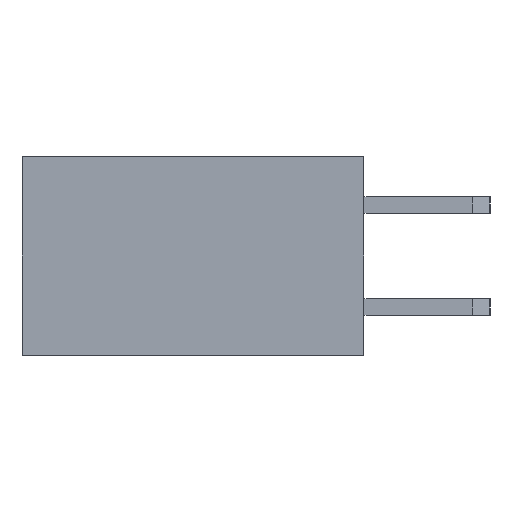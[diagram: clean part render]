
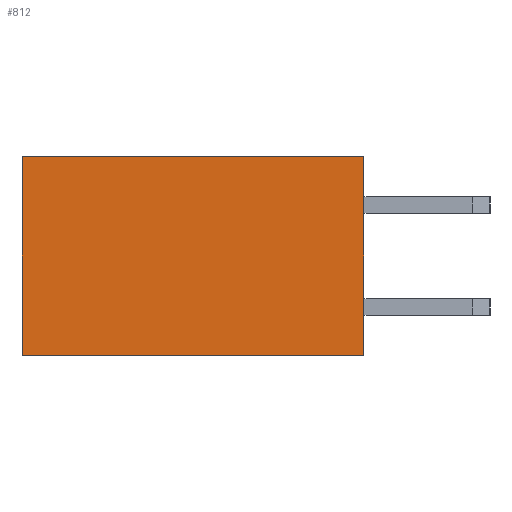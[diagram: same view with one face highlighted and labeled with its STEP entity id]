
A CAD part, left-side view. The second image highlights one B-rep face of the part: STEP entity #812.
In plain terms, the highlighted planar face has unit normal (-1, 0, 0).
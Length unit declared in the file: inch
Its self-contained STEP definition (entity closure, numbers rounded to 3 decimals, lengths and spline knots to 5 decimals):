
#812 = ADVANCED_FACE( '', ( #2065 ), #2066, .F. );
#2065 = FACE_OUTER_BOUND( '', #3795, .T. );
#2066 = PLANE( '', #3796 );
#3795 = EDGE_LOOP( '', ( #6210, #6211, #6212, #6213 ) );
#3796 = AXIS2_PLACEMENT_3D( '', #6214, #6215, #6216 );
#6210 = ORIENTED_EDGE( '', *, *, #10867, .T. );
#6211 = ORIENTED_EDGE( '', *, *, #10868, .F. );
#6212 = ORIENTED_EDGE( '', *, *, #10852, .F. );
#6213 = ORIENTED_EDGE( '', *, *, #10869, .T. );
#6214 = CARTESIAN_POINT( '', ( -1.01, 0.335, -0.0975 ) );
#6215 = DIRECTION( '', ( 1., 0., 0. ) );
#6216 = DIRECTION( '', ( 0., 0., -1. ) );
#10852 = EDGE_CURVE( '', #13330, #13332, #13333, .T. );
#10867 = EDGE_CURVE( '', #13357, #13358, #13359, .T. );
#10868 = EDGE_CURVE( '', #13332, #13358, #13360, .T. );
#10869 = EDGE_CURVE( '', #13330, #13357, #13361, .T. );
#13330 = VERTEX_POINT( '', #16846 );
#13332 = VERTEX_POINT( '', #16849 );
#13333 = LINE( '', #16850, #16851 );
#13357 = VERTEX_POINT( '', #16886 );
#13358 = VERTEX_POINT( '', #16887 );
#13359 = LINE( '', #16888, #16889 );
#13360 = LINE( '', #16890, #16891 );
#13361 = LINE( '', #16892, #16893 );
#16846 = CARTESIAN_POINT( '', ( -1.01, 0.335, -0.0975 ) );
#16849 = CARTESIAN_POINT( '', ( -1.01, 0.335, 0.0975 ) );
#16850 = CARTESIAN_POINT( '', ( -1.01, 0.335, -0.0975 ) );
#16851 = VECTOR( '', #20151, 39.37008 );
#16886 = CARTESIAN_POINT( '', ( -1.01, 0., -0.0975 ) );
#16887 = CARTESIAN_POINT( '', ( -1.01, 0., 0.0975 ) );
#16888 = CARTESIAN_POINT( '', ( -1.01, 0., -0.0975 ) );
#16889 = VECTOR( '', #20163, 39.37008 );
#16890 = CARTESIAN_POINT( '', ( -1.01, 0.335, 0.0975 ) );
#16891 = VECTOR( '', #20164, 39.37008 );
#16892 = CARTESIAN_POINT( '', ( -1.01, 0.335, -0.0975 ) );
#16893 = VECTOR( '', #20165, 39.37008 );
#20151 = DIRECTION( '', ( 0., 0., 1. ) );
#20163 = DIRECTION( '', ( 0., 0., 1. ) );
#20164 = DIRECTION( '', ( 0., -1., 0. ) );
#20165 = DIRECTION( '', ( 0., -1., 0. ) );
